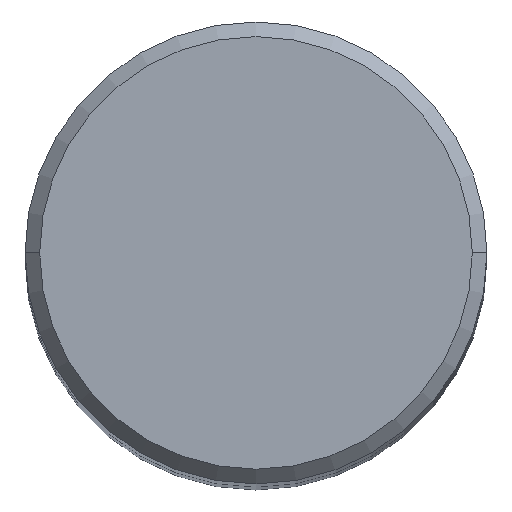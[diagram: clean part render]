
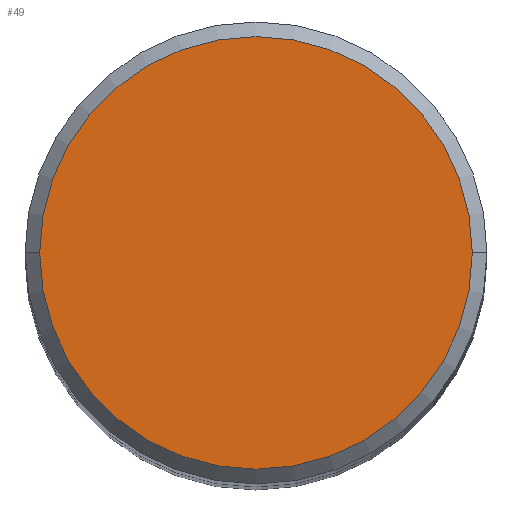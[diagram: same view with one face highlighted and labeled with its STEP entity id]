
A CAD part, top view. The second image highlights one B-rep face of the part: STEP entity #49.
In plain terms, the highlighted planar face has unit normal (0, 0, 1).
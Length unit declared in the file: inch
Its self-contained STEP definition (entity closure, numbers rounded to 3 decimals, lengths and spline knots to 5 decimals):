
#37 = CARTESIAN_POINT ( 'NONE',  ( 0.29495, 0., 0. ) ) ;
#49 = ADVANCED_FACE ( 'NONE', ( #237 ), #367, .F. ) ;
#77 = CARTESIAN_POINT ( 'NONE',  ( 0., 0.29495, 0. ) ) ;
#80 = CIRCLE ( 'NONE', #403, 0.29495 ) ;
#111 = DIRECTION ( 'NONE',  ( 0., 0., -1. ) ) ;
#122 = CARTESIAN_POINT ( 'NONE',  ( 0., 0., 0. ) ) ;
#159 = ORIENTED_EDGE ( 'NONE', *, *, #395, .T. ) ;
#160 = CIRCLE ( 'NONE', #253, 0.29495 ) ;
#167 = VERTEX_POINT ( 'NONE', #293 ) ;
#180 = DIRECTION ( 'NONE',  ( 0., 0., 1. ) ) ;
#237 = FACE_OUTER_BOUND ( 'NONE', #385, .T. ) ;
#241 = CARTESIAN_POINT ( 'NONE',  ( 0., 0., 0. ) ) ;
#242 = EDGE_CURVE ( 'NONE', #167, #294, #160, .T. ) ;
#252 = DIRECTION ( 'NONE',  ( 0., 0., 1. ) ) ;
#253 = AXIS2_PLACEMENT_3D ( 'NONE', #122, #252, #276 ) ;
#276 = DIRECTION ( 'NONE',  ( 1., 0., 0. ) ) ;
#293 = CARTESIAN_POINT ( 'NONE',  ( -0.29495, 0., 0. ) ) ;
#294 = VERTEX_POINT ( 'NONE', #37 ) ;
#332 = ORIENTED_EDGE ( 'NONE', *, *, #242, .T. ) ;
#336 = DIRECTION ( 'NONE',  ( -1., 0., 0. ) ) ;
#367 = PLANE ( 'NONE',  #415 ) ;
#377 = DIRECTION ( 'NONE',  ( 1., 0., 0. ) ) ;
#385 = EDGE_LOOP ( 'NONE', ( #332, #159 ) ) ;
#395 = EDGE_CURVE ( 'NONE', #294, #167, #80, .T. ) ;
#403 = AXIS2_PLACEMENT_3D ( 'NONE', #241, #180, #377 ) ;
#415 = AXIS2_PLACEMENT_3D ( 'NONE', #77, #111, #336 ) ;
